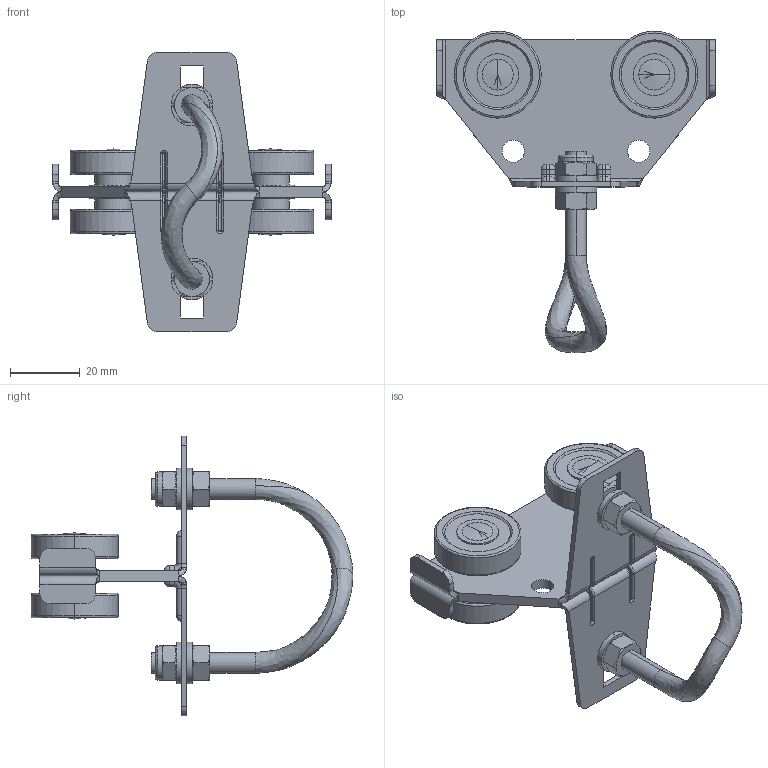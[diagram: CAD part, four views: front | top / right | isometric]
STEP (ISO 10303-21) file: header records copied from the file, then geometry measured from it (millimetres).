
FILE_DESCRIPTION (( 'STEP AP214' ), '1' );
FILE_NAME ('0020531.step', '2022-08-22T12:14:11', ( '' ), ( '' ), 'SwSTEP 2.0', 'SolidWorks 2020', '' );
FILE_SCHEMA (( 'AUTOMOTIVE_DESIGN' ));
Length unit declared in the file: inch
Products named in the file (1): 0020531
Bounding box: 80 x 92.49 x 80.5 mm (x, y, z)
Volume: 31962.3 mm3; surface area: 23733.8 mm2
Topology: 1 solids, 5 shells, 563 faces, 1323 edges, 784 vertices
Faces by surface type: cylinder 204, plane 145, cone 99, torus 68, sphere 27, bspline 20
Entity records: 18696 total; most frequent: CARTESIAN_POINT 5938, DIRECTION 2837, ORIENTED_EDGE 2538, EDGE_CURVE 1269, AXIS2_PLACEMENT_3D 1181, VERTEX_POINT 765, CIRCLE 640, EDGE_LOOP 628
